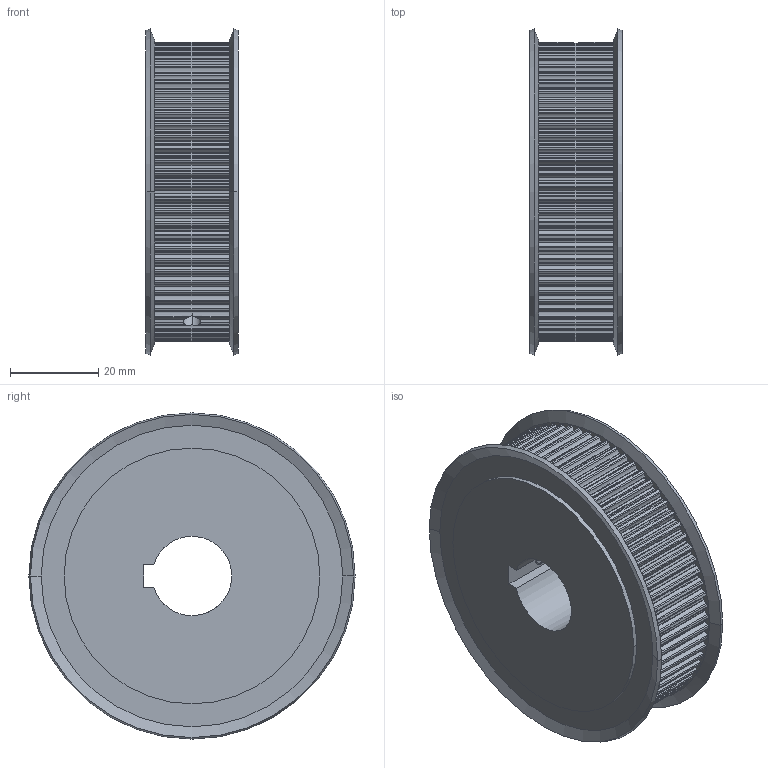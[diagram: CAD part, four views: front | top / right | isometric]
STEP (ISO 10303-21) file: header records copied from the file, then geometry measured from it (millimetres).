
FILE_DESCRIPTION( ( '' ), '1' );
FILE_NAME( 'htpa72s3m150_a_c18_2_03.stp', '2014-09-19T16:05:58', ( '' ), ( '' ), ' ', ' ', ' ' );
FILE_SCHEMA( ( 'CONFIG_CONTROL_DESIGN' ) );
Length unit declared in the file: millimetre
Products named in the file (3): 1; 2; 3
Bounding box: 21 x 74 x 74 mm (x, y, z)
Volume: 67523.9 mm3; surface area: 17580.4 mm2
Topology: 3 solids, 3 shells, 673 faces, 1965 edges, 1298 vertices
Faces by surface type: cylinder 612, plane 37, cone 24
Entity records: 23561 total; most frequent: CARTESIAN_POINT 4517, DIRECTION 4471, ORIENTED_EDGE 3922, EDGE_CURVE 1961, AXIS2_PLACEMENT_3D 1888, VERTEX_POINT 1298, CIRCLE 1212, LINE 695
